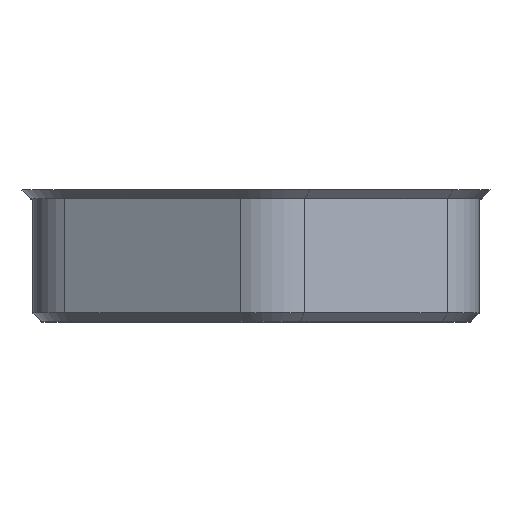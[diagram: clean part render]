
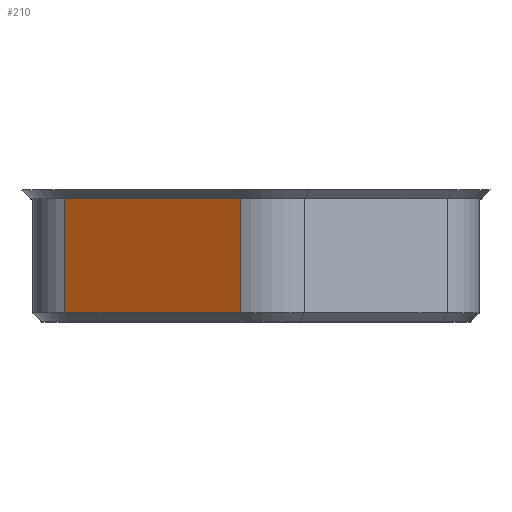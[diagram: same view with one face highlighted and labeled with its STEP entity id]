
A CAD part, top view. The second image highlights one B-rep face of the part: STEP entity #210.
In plain terms, the highlighted planar face has unit normal (-0.5, 0, 0.866).
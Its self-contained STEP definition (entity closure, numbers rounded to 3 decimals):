
#57 = DIRECTION ( 'NONE',  ( -0.866, 0., -0.5 ) ) ;
#91 = ORIENTED_EDGE ( 'NONE', *, *, #1193, .T. ) ;
#142 = EDGE_CURVE ( 'NONE', #2182, #1006, #1293, .T. ) ;
#187 = CARTESIAN_POINT ( 'NONE',  ( -26.724, -9.072, 79.209 ) ) ;
#210 = ADVANCED_FACE ( 'NONE', ( #2206 ), #1837, .F. ) ;
#214 = CARTESIAN_POINT ( 'NONE',  ( -18.724, 22.972, 83.827 ) ) ;
#240 = DIRECTION ( 'NONE',  ( 0.5, 0., -0.866 ) ) ;
#264 = VECTOR ( 'NONE', #366, 1000. ) ;
#292 = VERTEX_POINT ( 'NONE', #1369 ) ;
#366 = DIRECTION ( 'NONE',  ( 0., 1., 0. ) ) ;
#416 = VECTOR ( 'NONE', #1693, 1000. ) ;
#535 = ORIENTED_EDGE ( 'NONE', *, *, #1819, .F. ) ;
#536 = CARTESIAN_POINT ( 'NONE',  ( -18.724, -9.072, 83.827 ) ) ;
#660 = LINE ( 'NONE', #1743, #1092 ) ;
#766 = CARTESIAN_POINT ( 'NONE',  ( -18.724, 22.972, 83.827 ) ) ;
#769 = DIRECTION ( 'NONE',  ( 0.866, 0., 0.5 ) ) ;
#794 = CARTESIAN_POINT ( 'NONE',  ( -18.724, -9.072, 83.827 ) ) ;
#892 = CARTESIAN_POINT ( 'NONE',  ( -26.724, 22.972, 79.209 ) ) ;
#1006 = VERTEX_POINT ( 'NONE', #766 ) ;
#1070 = EDGE_CURVE ( 'NONE', #1006, #1790, #1338, .T. ) ;
#1072 = AXIS2_PLACEMENT_3D ( 'NONE', #536, #240, #57 ) ;
#1092 = VECTOR ( 'NONE', #1398, 1000. ) ;
#1193 = EDGE_CURVE ( 'NONE', #1790, #292, #660, .T. ) ;
#1260 = EDGE_LOOP ( 'NONE', ( #535, #1603, #1384, #91 ) ) ;
#1293 = LINE ( 'NONE', #214, #2039 ) ;
#1338 = LINE ( 'NONE', #794, #416 ) ;
#1369 = CARTESIAN_POINT ( 'NONE',  ( -26.724, 28.172, 79.209 ) ) ;
#1384 = ORIENTED_EDGE ( 'NONE', *, *, #1070, .T. ) ;
#1398 = DIRECTION ( 'NONE',  ( -0.866, 0., -0.5 ) ) ;
#1603 = ORIENTED_EDGE ( 'NONE', *, *, #142, .T. ) ;
#1693 = DIRECTION ( 'NONE',  ( 0., 1., 0. ) ) ;
#1743 = CARTESIAN_POINT ( 'NONE',  ( -18.724, 28.172, 83.827 ) ) ;
#1784 = CARTESIAN_POINT ( 'NONE',  ( -18.724, 28.172, 83.827 ) ) ;
#1790 = VERTEX_POINT ( 'NONE', #1784 ) ;
#1793 = LINE ( 'NONE', #187, #264 ) ;
#1819 = EDGE_CURVE ( 'NONE', #2182, #292, #1793, .T. ) ;
#1837 = PLANE ( 'NONE',  #1072 ) ;
#2039 = VECTOR ( 'NONE', #769, 1000. ) ;
#2182 = VERTEX_POINT ( 'NONE', #892 ) ;
#2206 = FACE_OUTER_BOUND ( 'NONE', #1260, .T. ) ;
